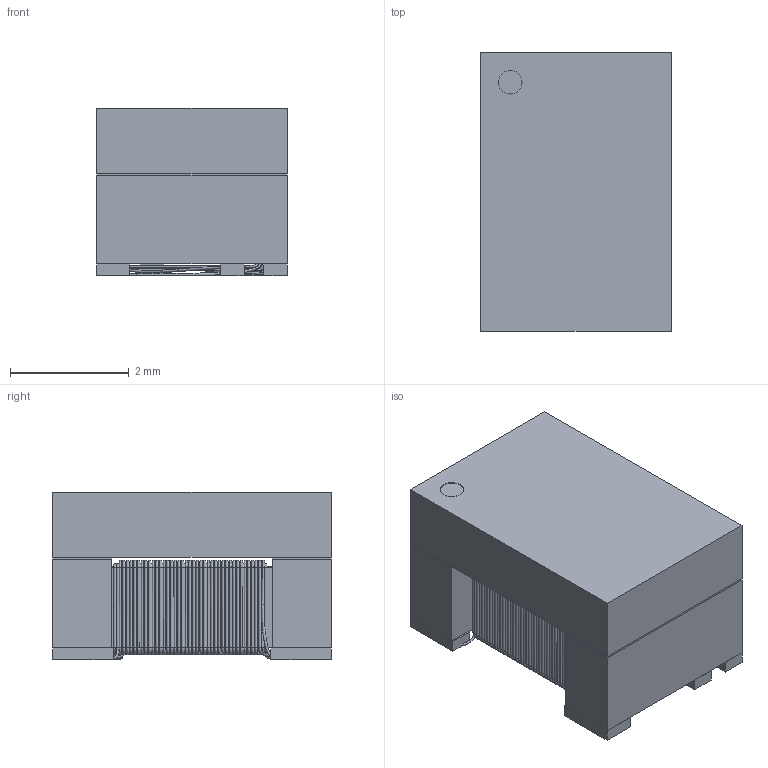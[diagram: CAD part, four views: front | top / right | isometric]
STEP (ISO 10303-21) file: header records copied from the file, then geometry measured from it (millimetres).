
FILE_DESCRIPTION(/* description */ ('Unknown'),/* implementation_level */ '2;1');
FILE_NAME(/* name */ 'T_Wurth_WE-STST-4532_74930xxx',/* time_stamp */ '2025-09-09T15:21:49+08:00',/* author */ ('Unknown'),/* organization */ ('Unknown'),/* preprocessor_version */ 'ST-DEVELOPER v19.4',/* originating_system */ 'Solid Edge',/* authorisation */ 'Unknown');
FILE_SCHEMA (('AUTOMOTIVE_DESIGN {1 0 10303 214 3 1 1}'));
Length unit declared in the file: millimetre
Products named in the file (2): T_Wurth_WE-STST-4532_74930xxx
Assembly tree (1 placements, depth 2):
  T_Wurth_WE-STST-4532_74930xxx
    T_Wurth_WE-STST-4532_74930xxx
Bounding box: 3.22 x 4.7 x 2.83 mm (x, y, z)
Volume: 36 mm3; surface area: 201.1 mm2
Topology: 15 solids, 15 shells, 737 faces, 1616 edges, 910 vertices
Faces by surface type: cylinder 328, torus 313, plane 86, bspline 10
Full cylindrical faces by diameter (mm): 0.042 x323, 0.4 x1
Entity records: 16744 total; most frequent: CARTESIAN_POINT 4426, DIRECTION 2507, ORIENTED_EDGE 1650, EDGE_LOOP 1385, FACE_BOUND 1385, AXIS2_PLACEMENT_3D 1171, EDGE_CURVE 825, VERTEX_POINT 766
